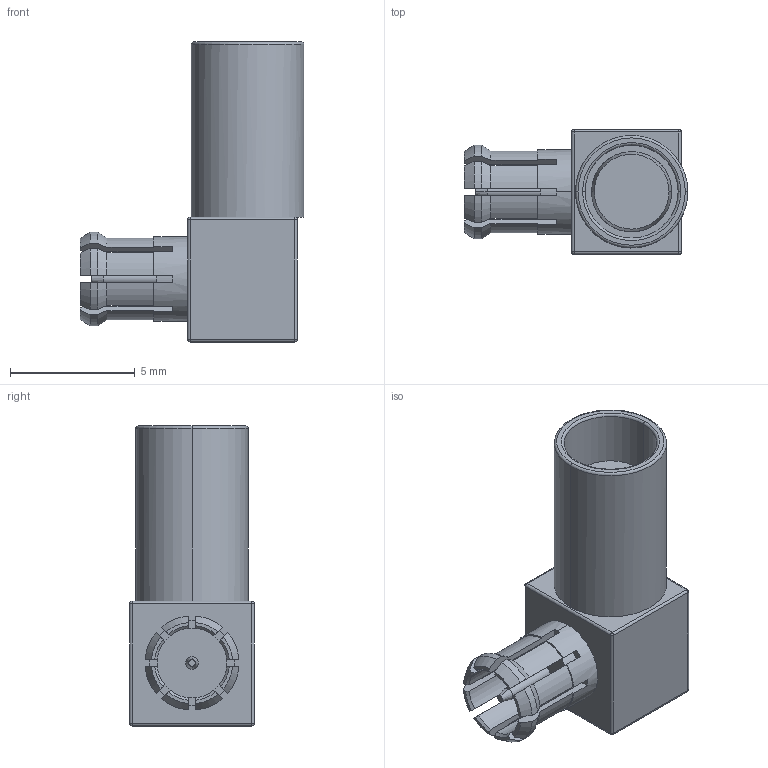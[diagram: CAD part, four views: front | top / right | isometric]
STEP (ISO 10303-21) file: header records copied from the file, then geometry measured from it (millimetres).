
FILE_DESCRIPTION((''),'2;1');
FILE_NAME('PRT0001','2021-08-31T',('1111'),(''),'PRO/ENGINEER BY PARAMETRIC TECHNOLOGY CORPORATION, 2012090','PRO/ENGINEER BY PARAMETRIC TECHNOLOGY CORPORATION, 2012090','');
FILE_SCHEMA(('CONFIG_CONTROL_DESIGN'));
Length unit declared in the file: millimetre
Products named in the file (1): PRT0001
Bounding box: 8.96 x 5 x 12.02 mm (x, y, z)
Volume: 201.2 mm3; surface area: 463.9 mm2
Topology: 1 solids, 1 shells, 998 faces, 2290 edges, 1298 vertices
Faces by surface type: plane 520, extrusion 264, cylinder 174, cone 28, sphere 8, torus 4
Entity records: 32185 total; most frequent: CARTESIAN_POINT 12815, ORIENTED_EDGE 4580, DIRECTION 2756, EDGE_CURVE 2290, B_SPLINE_CURVE_WITH_KNOTS 1706, VERTEX_POINT 1298, EDGE_LOOP 1002, FACE_OUTER_BOUND 998
